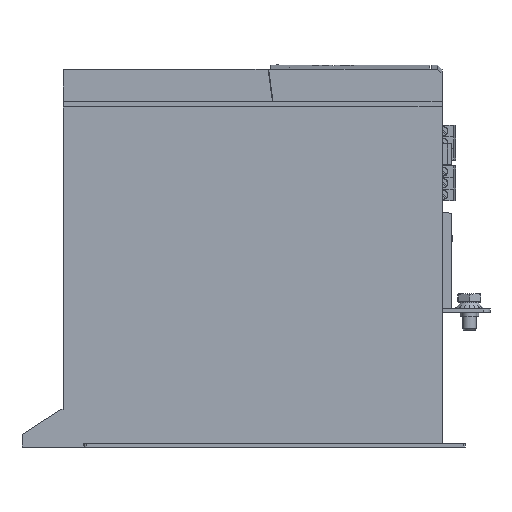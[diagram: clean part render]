
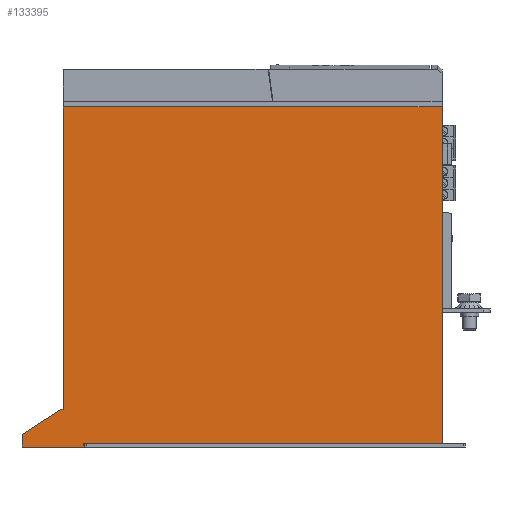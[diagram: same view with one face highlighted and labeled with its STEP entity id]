
A CAD part, left-side view. The second image highlights one B-rep face of the part: STEP entity #133395.
In plain terms, the highlighted planar face has unit normal (-1, 0, 0).
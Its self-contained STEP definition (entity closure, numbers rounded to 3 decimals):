
#1339 = DIRECTION ( 'NONE',  ( 0., 1., 0. ) ) ;
#2952 = EDGE_CURVE ( 'NONE', #126685, #66695, #133354, .T. ) ;
#4201 = VERTEX_POINT ( 'NONE', #66164 ) ;
#7339 = DIRECTION ( 'NONE',  ( 0., -0.027, 1. ) ) ;
#9866 = EDGE_CURVE ( 'NONE', #107188, #126685, #68084, .T. ) ;
#9926 = CARTESIAN_POINT ( 'NONE',  ( -75., 157., 0. ) ) ;
#10281 = CARTESIAN_POINT ( 'NONE',  ( -75., 166., 15. ) ) ;
#10982 = DIRECTION ( 'NONE',  ( 0., 0., 1. ) ) ;
#18414 = DIRECTION ( 'NONE',  ( 1., 0., 0. ) ) ;
#18806 = ORIENTED_EDGE ( 'NONE', *, *, #79838, .F. ) ;
#19407 = ORIENTED_EDGE ( 'NONE', *, *, #147124, .F. ) ;
#20528 = VERTEX_POINT ( 'NONE', #31343 ) ;
#20616 = LINE ( 'NONE', #39488, #121831 ) ;
#22779 = EDGE_CURVE ( 'NONE', #150523, #96143, #137870, .T. ) ;
#24825 = ORIENTED_EDGE ( 'NONE', *, *, #81895, .F. ) ;
#26020 = CARTESIAN_POINT ( 'NONE',  ( -75., 184., -1.5 ) ) ;
#28515 = ORIENTED_EDGE ( 'NONE', *, *, #22779, .F. ) ;
#29898 = EDGE_CURVE ( 'NONE', #56297, #107188, #51042, .T. ) ;
#30471 = CARTESIAN_POINT ( 'NONE',  ( -75., 166., 147. ) ) ;
#31343 = CARTESIAN_POINT ( 'NONE',  ( -75., 0., 147.5 ) ) ;
#33538 = DIRECTION ( 'NONE',  ( 0., 1., 0. ) ) ;
#35778 = CARTESIAN_POINT ( 'NONE',  ( -75., 167., 15. ) ) ;
#36219 = CARTESIAN_POINT ( 'NONE',  ( -75., 157., 0. ) ) ;
#37837 = CARTESIAN_POINT ( 'NONE',  ( -75., 0., 147.5 ) ) ;
#39488 = CARTESIAN_POINT ( 'NONE',  ( -75., 0., 0. ) ) ;
#41166 = EDGE_CURVE ( 'NONE', #146752, #150523, #125703, .T. ) ;
#43056 = VERTEX_POINT ( 'NONE', #36219 ) ;
#43888 = AXIS2_PLACEMENT_3D ( 'NONE', #88909, #18414, #134597 ) ;
#49357 = DIRECTION ( 'NONE',  ( 0., 1., 0. ) ) ;
#51042 = LINE ( 'NONE', #72543, #146652 ) ;
#53692 = ORIENTED_EDGE ( 'NONE', *, *, #2952, .F. ) ;
#55586 = ORIENTED_EDGE ( 'NONE', *, *, #9866, .F. ) ;
#56297 = VERTEX_POINT ( 'NONE', #123919 ) ;
#65174 = PLANE ( 'NONE',  #43888 ) ;
#66164 = CARTESIAN_POINT ( 'NONE',  ( -75., 0., 0. ) ) ;
#66695 = VERTEX_POINT ( 'NONE', #120602 ) ;
#68084 = LINE ( 'NONE', #108195, #95726 ) ;
#72543 = CARTESIAN_POINT ( 'NONE',  ( -75., 184., -1.5 ) ) ;
#72718 = ORIENTED_EDGE ( 'NONE', *, *, #98877, .F. ) ;
#74682 = CARTESIAN_POINT ( 'NONE',  ( -75., 184., 4. ) ) ;
#77670 = VECTOR ( 'NONE', #81862, 1000. ) ;
#77775 = FACE_OUTER_BOUND ( 'NONE', #90607, .T. ) ;
#79838 = EDGE_CURVE ( 'NONE', #4201, #43056, #120195, .T. ) ;
#81862 = DIRECTION ( 'NONE',  ( 0., -1., 0. ) ) ;
#81895 = EDGE_CURVE ( 'NONE', #43056, #56297, #110332, .T. ) ;
#83461 = DIRECTION ( 'NONE',  ( 0., 0., -1. ) ) ;
#83980 = CARTESIAN_POINT ( 'NONE',  ( -75., 157., -1.5 ) ) ;
#85228 = VECTOR ( 'NONE', #33538, 1000. ) ;
#87550 = VECTOR ( 'NONE', #95923, 1000. ) ;
#88909 = CARTESIAN_POINT ( 'NONE',  ( -75., 0., 0. ) ) ;
#90607 = EDGE_LOOP ( 'NONE', ( #55586, #144058, #24825, #18806, #19407, #126816, #28515, #143672, #72718, #53692 ) ) ;
#95726 = VECTOR ( 'NONE', #108701, 1000. ) ;
#95923 = DIRECTION ( 'NONE',  ( 0., -0.84, 0.543 ) ) ;
#96143 = VERTEX_POINT ( 'NONE', #112047 ) ;
#98877 = EDGE_CURVE ( 'NONE', #66695, #146752, #134737, .T. ) ;
#99268 = VECTOR ( 'NONE', #83461, 1000. ) ;
#107188 = VERTEX_POINT ( 'NONE', #26020 ) ;
#108195 = CARTESIAN_POINT ( 'NONE',  ( -75., 184., -1.5 ) ) ;
#108316 = VECTOR ( 'NONE', #1339, 1000. ) ;
#108701 = DIRECTION ( 'NONE',  ( 0., 0., 1. ) ) ;
#110252 = LINE ( 'NONE', #37837, #108316 ) ;
#110332 = LINE ( 'NONE', #83980, #99268 ) ;
#112047 = CARTESIAN_POINT ( 'NONE',  ( -75., 165.986, 147.5 ) ) ;
#116949 = CARTESIAN_POINT ( 'NONE',  ( -75., 166., 147. ) ) ;
#120195 = LINE ( 'NONE', #9926, #85228 ) ;
#120602 = CARTESIAN_POINT ( 'NONE',  ( -75., 167., 15. ) ) ;
#120758 = DIRECTION ( 'NONE',  ( 0., 0., -1. ) ) ;
#121831 = VECTOR ( 'NONE', #120758, 1000. ) ;
#123919 = CARTESIAN_POINT ( 'NONE',  ( -75., 157., -1.5 ) ) ;
#125703 = LINE ( 'NONE', #151299, #129326 ) ;
#126685 = VERTEX_POINT ( 'NONE', #74682 ) ;
#126816 = ORIENTED_EDGE ( 'NONE', *, *, #151267, .T. ) ;
#128693 = VECTOR ( 'NONE', #7339, 1000. ) ;
#129326 = VECTOR ( 'NONE', #10982, 1000. ) ;
#133354 = LINE ( 'NONE', #35778, #87550 ) ;
#133395 = ADVANCED_FACE ( 'NONE', ( #77775 ), #65174, .F. ) ;
#134597 = DIRECTION ( 'NONE',  ( 0., 0., -1. ) ) ;
#134737 = LINE ( 'NONE', #152254, #77670 ) ;
#137870 = LINE ( 'NONE', #30471, #128693 ) ;
#143672 = ORIENTED_EDGE ( 'NONE', *, *, #41166, .F. ) ;
#144058 = ORIENTED_EDGE ( 'NONE', *, *, #29898, .F. ) ;
#146652 = VECTOR ( 'NONE', #49357, 1000. ) ;
#146752 = VERTEX_POINT ( 'NONE', #10281 ) ;
#147124 = EDGE_CURVE ( 'NONE', #20528, #4201, #20616, .T. ) ;
#150523 = VERTEX_POINT ( 'NONE', #116949 ) ;
#151267 = EDGE_CURVE ( 'NONE', #20528, #96143, #110252, .T. ) ;
#151299 = CARTESIAN_POINT ( 'NONE',  ( -75., 166., 15. ) ) ;
#152254 = CARTESIAN_POINT ( 'NONE',  ( -75., 166., 15. ) ) ;
